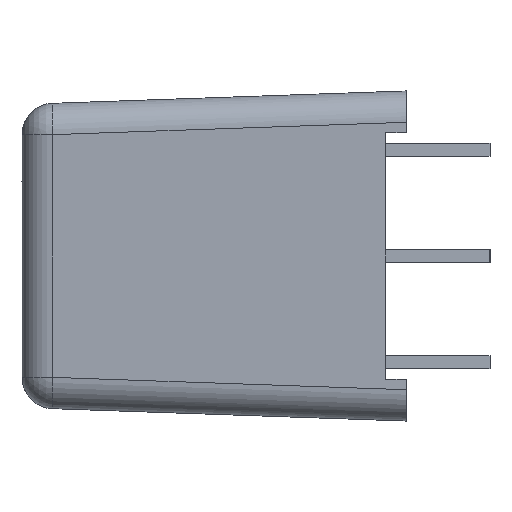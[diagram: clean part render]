
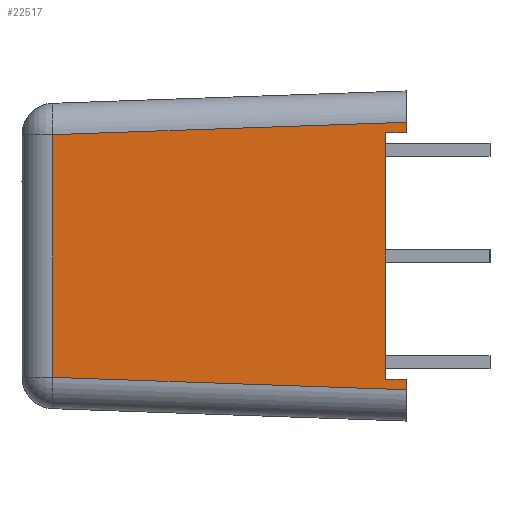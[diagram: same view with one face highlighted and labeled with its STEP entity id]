
A CAD part, left-side view. The second image highlights one B-rep face of the part: STEP entity #22517.
In plain terms, the highlighted planar face has unit normal (-1, 0.018, 0).
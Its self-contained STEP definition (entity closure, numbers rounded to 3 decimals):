
#68 = ORIENTED_EDGE ( 'NONE', *, *, #3439, .T. ) ;
#1096 = ORIENTED_EDGE ( 'NONE', *, *, #2282, .T. ) ;
#1696 = VECTOR ( 'NONE', #10944, 1000. ) ;
#1700 = CARTESIAN_POINT ( 'NONE',  ( -30., 0., -6.4 ) ) ;
#1767 = EDGE_CURVE ( 'NONE', #2867, #11575, #8278, .T. ) ;
#2244 = EDGE_CURVE ( 'NONE', #20510, #2495, #17263, .T. ) ;
#2282 = EDGE_CURVE ( 'NONE', #7552, #19655, #6363, .T. ) ;
#2490 = ORIENTED_EDGE ( 'NONE', *, *, #2244, .T. ) ;
#2495 = VERTEX_POINT ( 'NONE', #8862 ) ;
#2867 = VERTEX_POINT ( 'NONE', #15105 ) ;
#3439 = EDGE_CURVE ( 'NONE', #14972, #20510, #15689, .T. ) ;
#3721 = CARTESIAN_POINT ( 'NONE',  ( -29.68, 18.348, 5.759 ) ) ;
#3911 = VECTOR ( 'NONE', #9033, 1000. ) ;
#4429 = VECTOR ( 'NONE', #16846, 1000. ) ;
#5147 = DIRECTION ( 'NONE',  ( -0.017, -0.999, -0.035 ) ) ;
#5402 = FACE_OUTER_BOUND ( 'NONE', #14199, .T. ) ;
#5645 = DIRECTION ( 'NONE',  ( 0.017, 0.999, -0.035 ) ) ;
#6363 = LINE ( 'NONE', #19603, #1696 ) ;
#6692 = DIRECTION ( 'NONE',  ( 0., 0., 1. ) ) ;
#7552 = VERTEX_POINT ( 'NONE', #8766 ) ;
#8278 = LINE ( 'NONE', #18848, #12407 ) ;
#8495 = VECTOR ( 'NONE', #11974, 1000. ) ;
#8675 = CARTESIAN_POINT ( 'NONE',  ( -30., 0., -7.9 ) ) ;
#8766 = CARTESIAN_POINT ( 'NONE',  ( -29.983, 1., -5.9 ) ) ;
#8862 = CARTESIAN_POINT ( 'NONE',  ( -30., 0., -5.9 ) ) ;
#9033 = DIRECTION ( 'NONE',  ( 0., 0., 1. ) ) ;
#9606 = ORIENTED_EDGE ( 'NONE', *, *, #11781, .T. ) ;
#10215 = CARTESIAN_POINT ( 'NONE',  ( -30., 0., -5.9 ) ) ;
#10452 = DIRECTION ( 'NONE',  ( -1., 0.017, 0. ) ) ;
#10944 = DIRECTION ( 'NONE',  ( 0., 0., 1. ) ) ;
#11031 = ORIENTED_EDGE ( 'NONE', *, *, #16634, .T. ) ;
#11040 = VECTOR ( 'NONE', #5147, 1000. ) ;
#11575 = VERTEX_POINT ( 'NONE', #12361 ) ;
#11781 = EDGE_CURVE ( 'NONE', #13200, #14972, #16120, .T. ) ;
#11974 = DIRECTION ( 'NONE',  ( 0.017, 1., 0. ) ) ;
#12361 = CARTESIAN_POINT ( 'NONE',  ( -30., 0., 6.4 ) ) ;
#12407 = VECTOR ( 'NONE', #6692, 1000. ) ;
#13163 = LINE ( 'NONE', #10215, #8495 ) ;
#13200 = VERTEX_POINT ( 'NONE', #17850 ) ;
#14199 = EDGE_LOOP ( 'NONE', ( #1096, #20438, #18667, #22172, #9606, #68, #2490, #11031 ) ) ;
#14972 = VERTEX_POINT ( 'NONE', #20596 ) ;
#15105 = CARTESIAN_POINT ( 'NONE',  ( -30., 0., 5.9 ) ) ;
#15325 = CARTESIAN_POINT ( 'NONE',  ( -29.705, 16.926, -7.257 ) ) ;
#15689 = LINE ( 'NONE', #22510, #11040 ) ;
#16120 = LINE ( 'NONE', #15325, #19626 ) ;
#16623 = EDGE_CURVE ( 'NONE', #19655, #2867, #17818, .T. ) ;
#16634 = EDGE_CURVE ( 'NONE', #2495, #7552, #13163, .T. ) ;
#16846 = DIRECTION ( 'NONE',  ( -0.017, -1., 0. ) ) ;
#17065 = DIRECTION ( 'NONE',  ( 0., 0., -1. ) ) ;
#17263 = LINE ( 'NONE', #19449, #3911 ) ;
#17818 = LINE ( 'NONE', #18871, #4429 ) ;
#17850 = CARTESIAN_POINT ( 'NONE',  ( -29.705, 16.926, 5.809 ) ) ;
#18667 = ORIENTED_EDGE ( 'NONE', *, *, #1767, .T. ) ;
#18787 = VECTOR ( 'NONE', #5645, 1000. ) ;
#18848 = CARTESIAN_POINT ( 'NONE',  ( -30., 0., -7.9 ) ) ;
#18871 = CARTESIAN_POINT ( 'NONE',  ( -30., 0., 5.9 ) ) ;
#19104 = PLANE ( 'NONE',  #20569 ) ;
#19218 = CARTESIAN_POINT ( 'NONE',  ( -29.983, 1., 5.9 ) ) ;
#19341 = LINE ( 'NONE', #3721, #18787 ) ;
#19449 = CARTESIAN_POINT ( 'NONE',  ( -30., 0., -7.9 ) ) ;
#19603 = CARTESIAN_POINT ( 'NONE',  ( -29.983, 1., -7.9 ) ) ;
#19626 = VECTOR ( 'NONE', #17065, 1000. ) ;
#19655 = VERTEX_POINT ( 'NONE', #19218 ) ;
#20438 = ORIENTED_EDGE ( 'NONE', *, *, #16623, .T. ) ;
#20510 = VERTEX_POINT ( 'NONE', #1700 ) ;
#20569 = AXIS2_PLACEMENT_3D ( 'NONE', #8675, #10452, #22626 ) ;
#20596 = CARTESIAN_POINT ( 'NONE',  ( -29.705, 16.926, -5.809 ) ) ;
#21250 = EDGE_CURVE ( 'NONE', #11575, #13200, #19341, .T. ) ;
#22172 = ORIENTED_EDGE ( 'NONE', *, *, #21250, .T. ) ;
#22510 = CARTESIAN_POINT ( 'NONE',  ( -30.001, -0.052, -6.402 ) ) ;
#22517 = ADVANCED_FACE ( 'NONE', ( #5402 ), #19104, .T. ) ;
#22626 = DIRECTION ( 'NONE',  ( -0.017, -1., 0. ) ) ;
